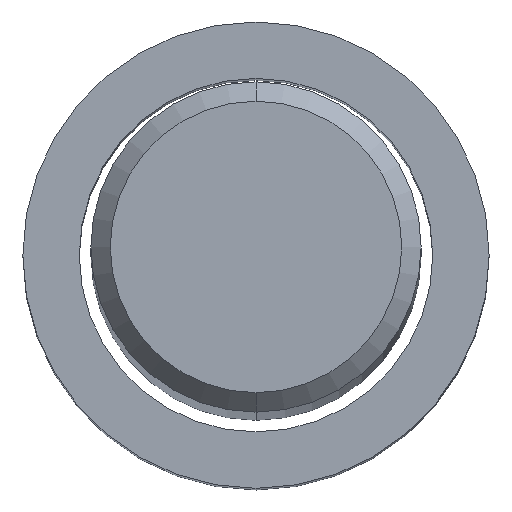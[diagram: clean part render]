
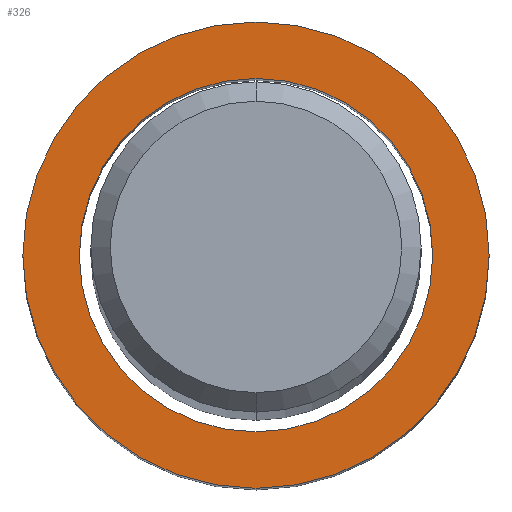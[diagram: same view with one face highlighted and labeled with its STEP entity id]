
A CAD part, top view. The second image highlights one B-rep face of the part: STEP entity #326.
In plain terms, the highlighted planar face has unit normal (0, 0, 1).
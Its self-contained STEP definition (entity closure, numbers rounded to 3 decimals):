
#194=EDGE_CURVE('',#292,#400,#494,.T.);
#288=EDGE_CURVE('',#398,#322,#595,.T.);
#292=VERTEX_POINT('',#600);
#296=EDGE_CURVE('',#400,#292,#604,.T.);
#322=VERTEX_POINT('',#631);
#326=ADVANCED_FACE('',(#635,#636),#637,.T.);
#396=EDGE_CURVE('',#322,#398,#712,.T.);
#398=VERTEX_POINT('',#714);
#400=VERTEX_POINT('',#716);
#494=CIRCLE('',#822,6.0);
#595=CIRCLE('',#1053,4.548);
#600=CARTESIAN_POINT('',(0.0,6.0,-121.0));
#604=CIRCLE('',#1065,6.0);
#631=CARTESIAN_POINT('',(0.0,4.548,-121.0));
#635=FACE_OUTER_BOUND('',#1134,.T.);
#636=FACE_BOUND('',#1135,.T.);
#637=PLANE('',#1136);
#712=CIRCLE('',#1303,4.548);
#714=CARTESIAN_POINT('',(0.,-4.548,-121.0));
#716=CARTESIAN_POINT('',(0.,-6.0,-121.0));
#822=AXIS2_PLACEMENT_3D('',#1462,#1463,#1464);
#1053=AXIS2_PLACEMENT_3D('',#1555,#1556,#1557);
#1065=AXIS2_PLACEMENT_3D('',#1574,#1575,#1576);
#1134=EDGE_LOOP('',(#1598,#1599));
#1135=EDGE_LOOP('',(#1600,#1601));
#1136=AXIS2_PLACEMENT_3D('',#1602,#1603,#1604);
#1303=AXIS2_PLACEMENT_3D('',#1664,#1665,#1666);
#1462=CARTESIAN_POINT('',(0.0,0.0,-121.0));
#1463=DIRECTION('',(0.0,0.0,-1.0));
#1464=DIRECTION('',(0.0,1.0,0.0));
#1555=CARTESIAN_POINT('',(0.0,0.0,-121.0));
#1556=DIRECTION('',(0.0,0.0,-1.0));
#1557=DIRECTION('',(0.0,1.0,0.0));
#1574=CARTESIAN_POINT('',(0.0,0.0,-121.0));
#1575=DIRECTION('',(0.0,0.0,-1.0));
#1576=DIRECTION('',(0.0,1.0,0.0));
#1598=ORIENTED_EDGE('',*,*,#194,.F.);
#1599=ORIENTED_EDGE('',*,*,#296,.F.);
#1600=ORIENTED_EDGE('',*,*,#396,.T.);
#1601=ORIENTED_EDGE('',*,*,#288,.T.);
#1602=CARTESIAN_POINT('',(0.0,5.274,-121.0));
#1603=DIRECTION('',(-0.0,0.0,1.0));
#1604=DIRECTION('',(0.0,-1.0,0.0));
#1664=CARTESIAN_POINT('',(0.0,0.0,-121.0));
#1665=DIRECTION('',(0.0,0.0,-1.0));
#1666=DIRECTION('',(0.0,1.0,0.0));
